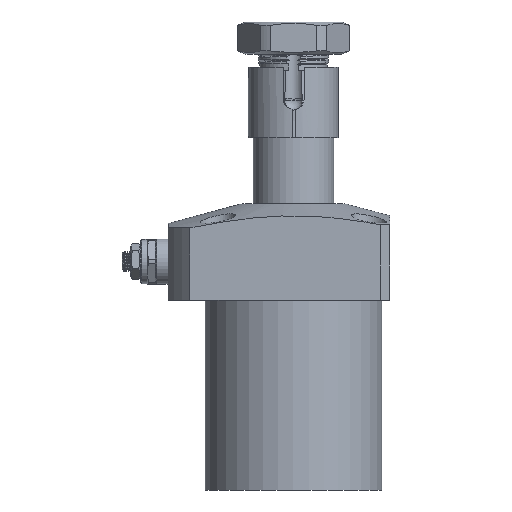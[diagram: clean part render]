
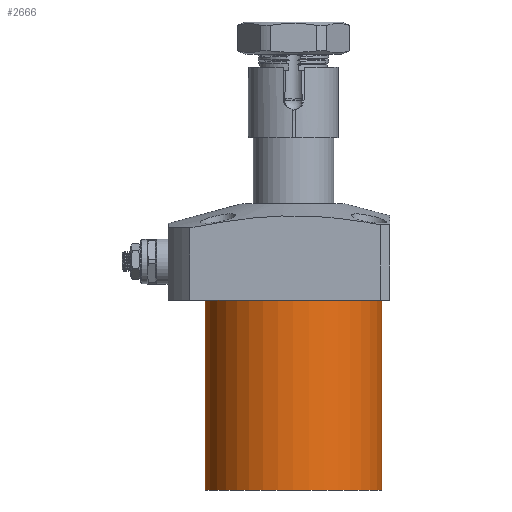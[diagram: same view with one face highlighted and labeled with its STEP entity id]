
A CAD part, front view. The second image highlights one B-rep face of the part: STEP entity #2666.
In plain terms, the highlighted cylindrical face has radius 27.5 mm (diameter 55 mm), a partial arc.
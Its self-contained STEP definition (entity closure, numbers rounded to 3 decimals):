
#645 = ORIENTED_EDGE ( 'NONE', *, *, #36073, .F. ) ;
#1512 = DIRECTION ( 'NONE',  ( 1., 0., 0. ) ) ;
#2666 = ADVANCED_FACE ( 'NONE', ( #27868 ), #23367, .T. ) ;
#5436 = VECTOR ( 'NONE', #19964, 1000. ) ;
#5910 = CIRCLE ( 'NONE', #29663, 27.5 ) ;
#6755 = DIRECTION ( 'NONE',  ( 0., 0., 1. ) ) ;
#7292 = CARTESIAN_POINT ( 'NONE',  ( 27.5, 0., -59. ) ) ;
#7624 = ORIENTED_EDGE ( 'NONE', *, *, #37757, .T. ) ;
#8307 = ORIENTED_EDGE ( 'NONE', *, *, #39913, .F. ) ;
#9724 = CARTESIAN_POINT ( 'NONE',  ( -27.5, 0., -59. ) ) ;
#9958 = AXIS2_PLACEMENT_3D ( 'NONE', #15685, #22443, #25513 ) ;
#12519 = VECTOR ( 'NONE', #6755, 1000. ) ;
#12947 = LINE ( 'NONE', #39032, #5436 ) ;
#14705 = VERTEX_POINT ( 'NONE', #19223 ) ;
#15685 = CARTESIAN_POINT ( 'NONE',  ( 0., 0., -59. ) ) ;
#18588 = VERTEX_POINT ( 'NONE', #7292 ) ;
#19223 = CARTESIAN_POINT ( 'NONE',  ( -27.5, 0., -59. ) ) ;
#19964 = DIRECTION ( 'NONE',  ( 0., 0., 1. ) ) ;
#22443 = DIRECTION ( 'NONE',  ( 0., 0., -1. ) ) ;
#23367 = CYLINDRICAL_SURFACE ( 'NONE', #39646, 27.5 ) ;
#25019 = DIRECTION ( 'NONE',  ( 0., 0., -1. ) ) ;
#25513 = DIRECTION ( 'NONE',  ( -1., 0., 0. ) ) ;
#27729 = CIRCLE ( 'NONE', #9958, 27.5 ) ;
#27868 = FACE_OUTER_BOUND ( 'NONE', #35858, .T. ) ;
#28519 = VERTEX_POINT ( 'NONE', #29959 ) ;
#29144 = VERTEX_POINT ( 'NONE', #31349 ) ;
#29663 = AXIS2_PLACEMENT_3D ( 'NONE', #31299, #25019, #34619 ) ;
#29959 = CARTESIAN_POINT ( 'NONE',  ( -27.5, 0., 0. ) ) ;
#30597 = EDGE_CURVE ( 'NONE', #18588, #29144, #12947, .T. ) ;
#31299 = CARTESIAN_POINT ( 'NONE',  ( 0., 0., 0. ) ) ;
#31349 = CARTESIAN_POINT ( 'NONE',  ( 27.5, 0., 0. ) ) ;
#34619 = DIRECTION ( 'NONE',  ( 1., 0., 0. ) ) ;
#35858 = EDGE_LOOP ( 'NONE', ( #8307, #645, #39723, #7624 ) ) ;
#36073 = EDGE_CURVE ( 'NONE', #18588, #14705, #27729, .T. ) ;
#36316 = CARTESIAN_POINT ( 'NONE',  ( 0., 0., -59. ) ) ;
#37757 = EDGE_CURVE ( 'NONE', #29144, #28519, #5910, .T. ) ;
#37870 = LINE ( 'NONE', #9724, #12519 ) ;
#39032 = CARTESIAN_POINT ( 'NONE',  ( 27.5, 0., -59. ) ) ;
#39646 = AXIS2_PLACEMENT_3D ( 'NONE', #36316, #39662, #1512 ) ;
#39662 = DIRECTION ( 'NONE',  ( 0., 0., 1. ) ) ;
#39723 = ORIENTED_EDGE ( 'NONE', *, *, #30597, .T. ) ;
#39913 = EDGE_CURVE ( 'NONE', #14705, #28519, #37870, .T. ) ;
